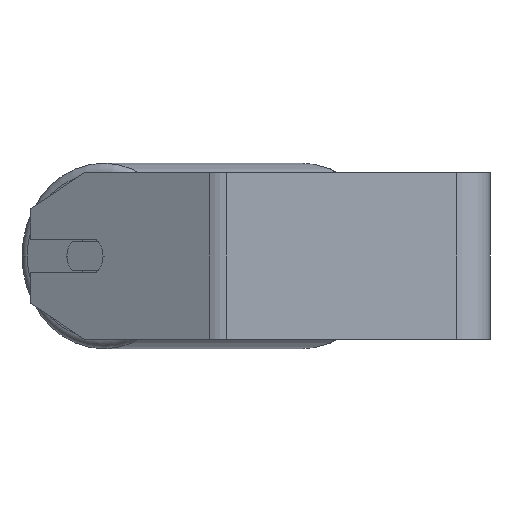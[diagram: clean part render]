
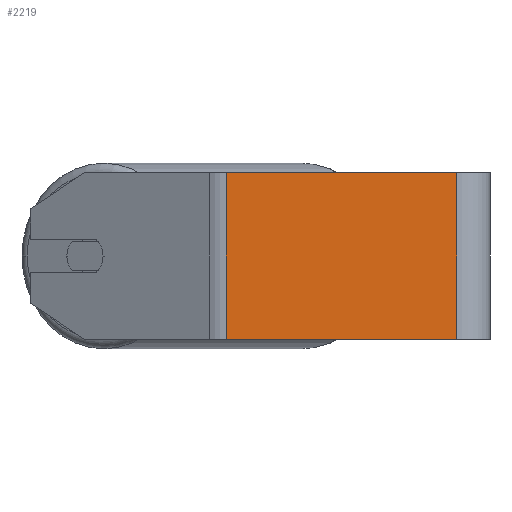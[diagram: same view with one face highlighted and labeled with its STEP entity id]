
A CAD part, left-side view. The second image highlights one B-rep face of the part: STEP entity #2219.
In plain terms, the highlighted planar face has unit normal (-1, 0, 0).
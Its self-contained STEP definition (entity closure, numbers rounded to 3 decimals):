
#78 = VERTEX_POINT ( 'NONE', #3074 ) ;
#174 = CARTESIAN_POINT ( 'NONE',  ( -245., 16., 40. ) ) ;
#274 = AXIS2_PLACEMENT_3D ( 'NONE', #3644, #5782, #970 ) ;
#320 = DIRECTION ( 'NONE',  ( 0., 0., -1. ) ) ;
#420 = CARTESIAN_POINT ( 'NONE',  ( -245., 126.544, 40. ) ) ;
#524 = CARTESIAN_POINT ( 'NONE',  ( -245., 130.831, -40. ) ) ;
#548 = ORIENTED_EDGE ( 'NONE', *, *, #4549, .T. ) ;
#633 = ORIENTED_EDGE ( 'NONE', *, *, #3628, .F. ) ;
#715 = DIRECTION ( 'NONE',  ( 0., -1., 0. ) ) ;
#970 = DIRECTION ( 'NONE',  ( 0., 0., -1. ) ) ;
#1088 = ORIENTED_EDGE ( 'NONE', *, *, #4928, .T. ) ;
#1499 = FACE_OUTER_BOUND ( 'NONE', #2255, .T. ) ;
#1505 = ORIENTED_EDGE ( 'NONE', *, *, #3876, .F. ) ;
#1664 = VECTOR ( 'NONE', #320, 1000. ) ;
#1787 = VECTOR ( 'NONE', #2688, 1000. ) ;
#2219 = ADVANCED_FACE ( 'NONE', ( #1499 ), #6289, .F. ) ;
#2255 = EDGE_LOOP ( 'NONE', ( #548, #1505, #633, #1088 ) ) ;
#2275 = LINE ( 'NONE', #4403, #3804 ) ;
#2688 = DIRECTION ( 'NONE',  ( 0., -1., 0. ) ) ;
#2694 = CARTESIAN_POINT ( 'NONE',  ( -245., 126.544, -40. ) ) ;
#2941 = VERTEX_POINT ( 'NONE', #2694 ) ;
#3074 = CARTESIAN_POINT ( 'NONE',  ( -245., 16., -40. ) ) ;
#3280 = LINE ( 'NONE', #524, #1787 ) ;
#3281 = CARTESIAN_POINT ( 'NONE',  ( -245., 16., 40. ) ) ;
#3292 = CARTESIAN_POINT ( 'NONE',  ( -245., 130.831, 40. ) ) ;
#3628 = EDGE_CURVE ( 'NONE', #5533, #5674, #6597, .T. ) ;
#3644 = CARTESIAN_POINT ( 'NONE',  ( -245., 130.831, 40. ) ) ;
#3804 = VECTOR ( 'NONE', #5531, 1000. ) ;
#3876 = EDGE_CURVE ( 'NONE', #5674, #78, #6693, .T. ) ;
#4403 = CARTESIAN_POINT ( 'NONE',  ( -245., 126.544, 40. ) ) ;
#4549 = EDGE_CURVE ( 'NONE', #2941, #78, #3280, .T. ) ;
#4928 = EDGE_CURVE ( 'NONE', #5533, #2941, #2275, .T. ) ;
#5531 = DIRECTION ( 'NONE',  ( 0., 0., -1. ) ) ;
#5533 = VERTEX_POINT ( 'NONE', #420 ) ;
#5674 = VERTEX_POINT ( 'NONE', #3281 ) ;
#5782 = DIRECTION ( 'NONE',  ( 1., 0., 0. ) ) ;
#6289 = PLANE ( 'NONE',  #274 ) ;
#6593 = VECTOR ( 'NONE', #715, 1000. ) ;
#6597 = LINE ( 'NONE', #3292, #6593 ) ;
#6693 = LINE ( 'NONE', #174, #1664 ) ;
